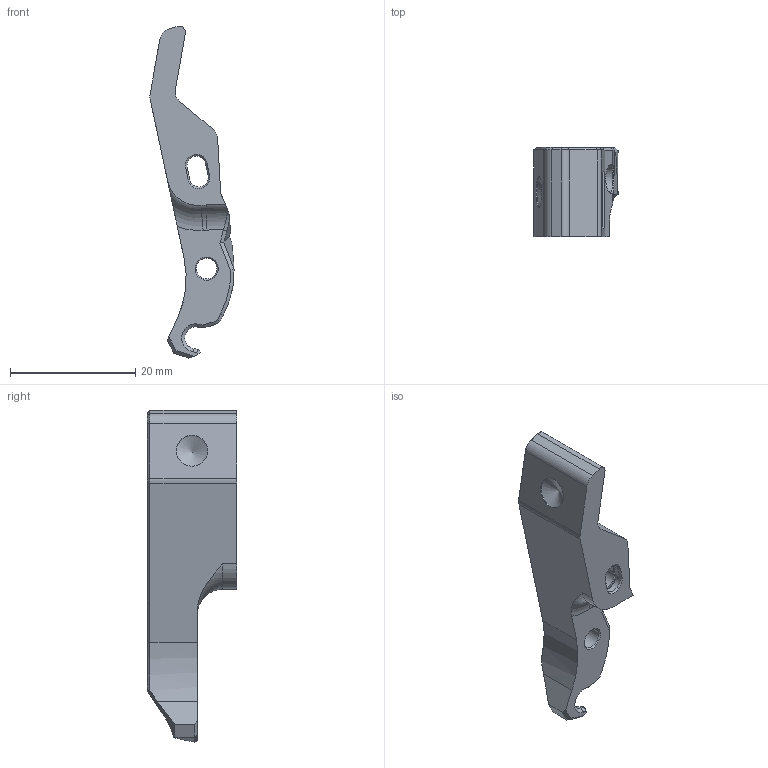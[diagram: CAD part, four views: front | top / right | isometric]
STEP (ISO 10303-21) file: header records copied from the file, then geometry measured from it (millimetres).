
FILE_DESCRIPTION (( 'STEP AP214' ), '1' );
FILE_NAME ('Wide arm with screw stop.STEP', '2024-01-14T16:54:22', ( '' ), ( '' ), 'SwSTEP 2.0', 'SolidWorks 2024', '' );
FILE_SCHEMA (( 'AUTOMOTIVE_DESIGN' ));
Length unit declared in the file: millimetre
Products named in the file (1): Wide arm with screw stop
Bounding box: 13.42 x 14.25 x 53.02 mm (x, y, z)
Volume: 3204.3 mm3; surface area: 2920.5 mm2
Topology: 2 solids, 2 shells, 162 faces, 421 edges, 263 vertices
Faces by surface type: plane 92, cylinder 35, cone 25, bspline 8, torus 2
Full cylindrical faces by diameter (mm): 3.3 x1, 4.296 x1, 5 x1
Entity records: 7278 total; most frequent: CARTESIAN_POINT 1592, ORIENTED_EDGE 826, DIRECTION 768, EDGE_CURVE 413, LINE 266, VECTOR 266, VERTEX_POINT 261, AXIS2_PLACEMENT_3D 251
